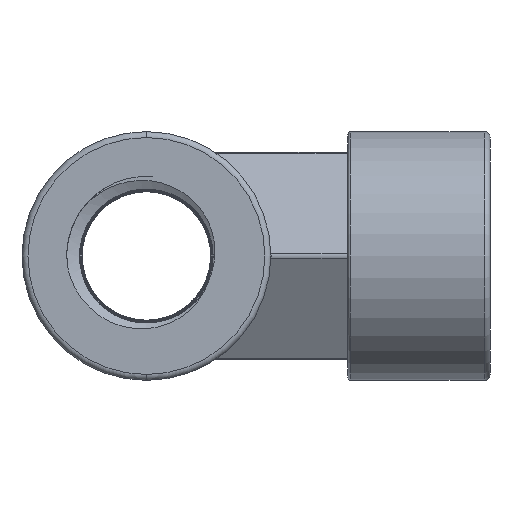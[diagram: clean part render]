
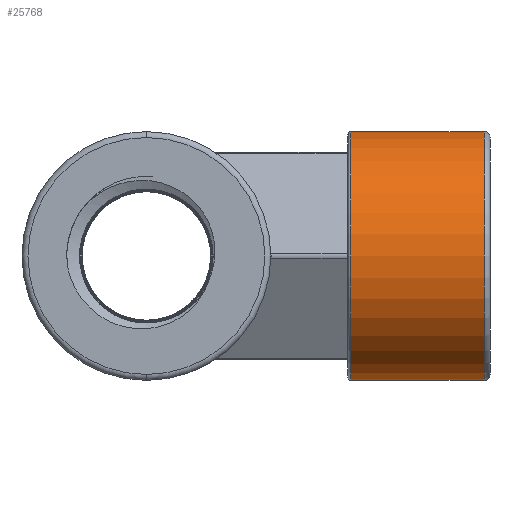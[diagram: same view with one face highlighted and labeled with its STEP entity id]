
A CAD part, left-side view. The second image highlights one B-rep face of the part: STEP entity #25768.
In plain terms, the highlighted cylindrical face has radius 10.5 mm (diameter 21 mm), a partial arc.
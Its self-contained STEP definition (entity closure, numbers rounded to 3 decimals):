
#14881=DIRECTION('',(0.,-1.,0.));
#14882=VECTOR('',#14881,11.25);
#14883=CARTESIAN_POINT('',(0.,-17.25,-10.5));
#14884=LINE('',#14883,#14882);
#14904=CARTESIAN_POINT('',(0.,-17.25,0.));
#14905=DIRECTION('',(0.,1.,0.));
#14906=DIRECTION('',(0.,0.,-1.));
#14907=AXIS2_PLACEMENT_3D('',#14904,#14905,#14906);
#14912=DIRECTION('',(0.,-1.,0.));
#14913=VECTOR('',#14912,11.25);
#14914=CARTESIAN_POINT('',(0.,-17.25,10.5));
#14915=LINE('',#14914,#14913);
#14919=CARTESIAN_POINT('',(0.,-28.5,0.));
#14920=DIRECTION('',(0.,-1.,0.));
#14921=DIRECTION('',(0.,0.,1.));
#14922=AXIS2_PLACEMENT_3D('',#14919,#14920,#14921);
#15213=CARTESIAN_POINT('',(0.,-28.5,10.5));
#15214=CARTESIAN_POINT('',(0.,-28.5,-10.5));
#15215=VERTEX_POINT('',#15213);
#15216=VERTEX_POINT('',#15214);
#15239=CARTESIAN_POINT('',(0.,-17.25,-10.5));
#15240=CARTESIAN_POINT('',(0.,-17.25,10.5));
#15241=VERTEX_POINT('',#15239);
#15242=VERTEX_POINT('',#15240);
#25756=CARTESIAN_POINT('',(0.,-17.,0.));
#25757=DIRECTION('',(0.,-1.,0.));
#25758=DIRECTION('',(0.,0.,-1.));
#25759=AXIS2_PLACEMENT_3D('',#25756,#25757,#25758);
#25760=CYLINDRICAL_SURFACE('',#25759,10.5);
#25762=ORIENTED_EDGE('',*,*,#25761,.T.);
#25763=ORIENTED_EDGE('',*,*,#25749,.T.);
#25764=ORIENTED_EDGE('',*,*,#25721,.T.);
#25765=ORIENTED_EDGE('',*,*,#25746,.F.);
#25766=EDGE_LOOP('',(#25762,#25763,#25764,#25765));
#25767=FACE_OUTER_BOUND('',#25766,.F.);
#14908=CIRCLE('',#14907,10.5);
#14923=CIRCLE('',#14922,10.5);
#25721=EDGE_CURVE('',#15215,#15216,#14923,.T.);
#25746=EDGE_CURVE('',#15241,#15216,#14884,.T.);
#25749=EDGE_CURVE('',#15242,#15215,#14915,.T.);
#25761=EDGE_CURVE('',#15241,#15242,#14908,.T.);
#25768=ADVANCED_FACE('',(#25767),#25760,.T.);
